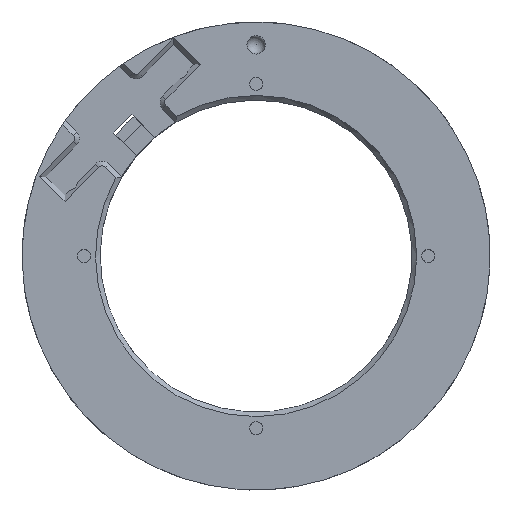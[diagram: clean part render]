
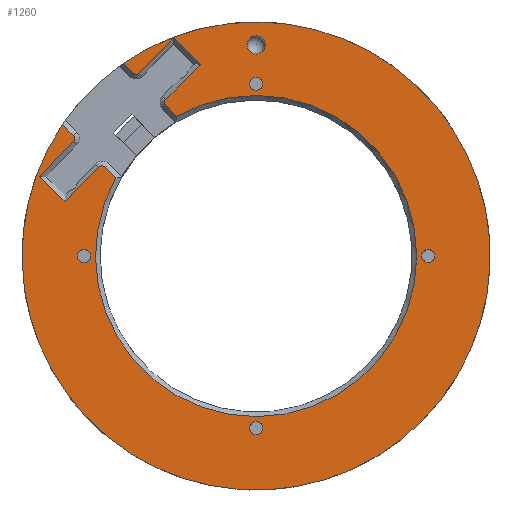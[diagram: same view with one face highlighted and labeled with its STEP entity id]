
A CAD part, top view. The second image highlights one B-rep face of the part: STEP entity #1260.
In plain terms, the highlighted planar face has unit normal (0, 0, 1).
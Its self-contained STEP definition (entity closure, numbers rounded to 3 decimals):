
#144=LINE('',#2120,#245);
#146=LINE('',#2124,#247);
#149=LINE('',#2137,#250);
#151=LINE('',#2148,#252);
#153=LINE('',#2154,#254);
#156=LINE('',#2160,#257);
#157=LINE('',#2162,#258);
#160=LINE('',#2170,#261);
#161=LINE('',#2178,#262);
#164=LINE('',#2186,#265);
#245=VECTOR('',#1746,1000.);
#247=VECTOR('',#1750,1000.);
#250=VECTOR('',#1759,1000.);
#252=VECTOR('',#1767,1000.);
#254=VECTOR('',#1775,1000.);
#257=VECTOR('',#1780,1000.);
#258=VECTOR('',#1783,1000.);
#261=VECTOR('',#1792,1000.);
#262=VECTOR('',#1803,1000.);
#265=VECTOR('',#1812,1000.);
#304=PLANE('',#1420);
#636=ORIENTED_EDGE('',*,*,#657,.T.);
#637=ORIENTED_EDGE('',*,*,#832,.T.);
#638=ORIENTED_EDGE('',*,*,#830,.T.);
#639=ORIENTED_EDGE('',*,*,#828,.T.);
#640=ORIENTED_EDGE('',*,*,#826,.F.);
#641=ORIENTED_EDGE('',*,*,#824,.T.);
#642=ORIENTED_EDGE('',*,*,#823,.T.);
#643=ORIENTED_EDGE('',*,*,#820,.T.);
#644=ORIENTED_EDGE('',*,*,#819,.T.);
#645=ORIENTED_EDGE('',*,*,#816,.T.);
#646=ORIENTED_EDGE('',*,*,#815,.T.);
#647=ORIENTED_EDGE('',*,*,#813,.T.);
#648=ORIENTED_EDGE('',*,*,#811,.T.);
#649=ORIENTED_EDGE('',*,*,#809,.T.);
#650=ORIENTED_EDGE('',*,*,#807,.T.);
#651=ORIENTED_EDGE('',*,*,#804,.T.);
#652=ORIENTED_EDGE('',*,*,#802,.T.);
#653=ORIENTED_EDGE('',*,*,#800,.T.);
#654=ORIENTED_EDGE('',*,*,#799,.T.);
#655=ORIENTED_EDGE('',*,*,#798,.T.);
#656=ORIENTED_EDGE('',*,*,#797,.T.);
#657=EDGE_CURVE('',#833,#833,#949,.T.);
#797=EDGE_CURVE('',#929,#929,#1006,.T.);
#798=EDGE_CURVE('',#930,#930,#1007,.T.);
#799=EDGE_CURVE('',#931,#931,#1008,.T.);
#800=EDGE_CURVE('',#932,#932,#1009,.T.);
#802=EDGE_CURVE('',#934,#933,#144,.T.);
#804=EDGE_CURVE('',#935,#934,#146,.T.);
#807=EDGE_CURVE('',#936,#935,#1010,.F.);
#809=EDGE_CURVE('',#937,#936,#149,.T.);
#811=EDGE_CURVE('',#938,#937,#1011,.T.);
#813=EDGE_CURVE('',#939,#938,#151,.T.);
#815=EDGE_CURVE('',#940,#939,#1012,.F.);
#816=EDGE_CURVE('',#941,#940,#153,.T.);
#819=EDGE_CURVE('',#942,#941,#156,.T.);
#820=EDGE_CURVE('',#943,#942,#157,.T.);
#823=EDGE_CURVE('',#944,#943,#1013,.F.);
#824=EDGE_CURVE('',#945,#944,#160,.T.);
#826=EDGE_CURVE('',#945,#946,#1014,.T.);
#828=EDGE_CURVE('',#947,#946,#161,.T.);
#830=EDGE_CURVE('',#948,#947,#1015,.F.);
#832=EDGE_CURVE('',#933,#948,#164,.T.);
#833=VERTEX_POINT('',#1820);
#929=VERTEX_POINT('',#2107);
#930=VERTEX_POINT('',#2110);
#931=VERTEX_POINT('',#2113);
#932=VERTEX_POINT('',#2116);
#933=VERTEX_POINT('',#2119);
#934=VERTEX_POINT('',#2121);
#935=VERTEX_POINT('',#2125);
#936=VERTEX_POINT('',#2129);
#937=VERTEX_POINT('',#2136);
#938=VERTEX_POINT('',#2143);
#939=VERTEX_POINT('',#2147);
#940=VERTEX_POINT('',#2151);
#941=VERTEX_POINT('',#2155);
#942=VERTEX_POINT('',#2159);
#943=VERTEX_POINT('',#2163);
#944=VERTEX_POINT('',#2167);
#945=VERTEX_POINT('',#2171);
#946=VERTEX_POINT('',#2175);
#947=VERTEX_POINT('',#2179);
#948=VERTEX_POINT('',#2183);
#949=CIRCLE('',#1277,1.);
#1006=CIRCLE('',#1389,0.7);
#1007=CIRCLE('',#1391,0.7);
#1008=CIRCLE('',#1393,0.7);
#1009=CIRCLE('',#1395,0.7);
#1010=CIRCLE('',#1399,0.5);
#1011=CIRCLE('',#1402,17.5);
#1012=CIRCLE('',#1405,0.5);
#1013=CIRCLE('',#1410,0.5);
#1014=CIRCLE('',#1414,25.5);
#1015=CIRCLE('',#1418,0.5);
#1096=EDGE_LOOP('',(#636));
#1097=EDGE_LOOP('',(#637,#638,#639,#640,#641,#642,#643,#644,#645,#646,#647,
#648,#649,#650,#651,#652));
#1098=EDGE_LOOP('',(#653));
#1099=EDGE_LOOP('',(#654));
#1100=EDGE_LOOP('',(#655));
#1101=EDGE_LOOP('',(#656));
#1182=FACE_BOUND('',#1096,.T.);
#1183=FACE_BOUND('',#1097,.T.);
#1184=FACE_BOUND('',#1098,.T.);
#1185=FACE_BOUND('',#1099,.T.);
#1186=FACE_BOUND('',#1100,.T.);
#1187=FACE_BOUND('',#1101,.T.);
#1260=ADVANCED_FACE('',(#1182,#1183,#1184,#1185,#1186,#1187),#304,.F.);
#1277=AXIS2_PLACEMENT_3D('',#1819,#1426,#1427);
#1389=AXIS2_PLACEMENT_3D('',#2106,#1729,#1730);
#1391=AXIS2_PLACEMENT_3D('',#2109,#1733,#1734);
#1393=AXIS2_PLACEMENT_3D('',#2112,#1737,#1738);
#1395=AXIS2_PLACEMENT_3D('',#2115,#1741,#1742);
#1399=AXIS2_PLACEMENT_3D('',#2130,#1755,#1756);
#1402=AXIS2_PLACEMENT_3D('',#2144,#1762,#1763);
#1405=AXIS2_PLACEMENT_3D('',#2152,#1771,#1772);
#1410=AXIS2_PLACEMENT_3D('',#2168,#1788,#1789);
#1414=AXIS2_PLACEMENT_3D('',#2174,#1797,#1798);
#1418=AXIS2_PLACEMENT_3D('',#2182,#1807,#1808);
#1420=AXIS2_PLACEMENT_3D('',#2187,#1813,#1814);
#1426=DIRECTION('',(0.,0.,-1.));
#1427=DIRECTION('',(-1.,0.,0.));
#1729=DIRECTION('',(0.,0.,-1.));
#1730=DIRECTION('',(-1.,0.,0.));
#1733=DIRECTION('',(0.,0.,-1.));
#1734=DIRECTION('',(0.,1.,0.));
#1737=DIRECTION('',(0.,0.,-1.));
#1738=DIRECTION('',(1.,0.,0.));
#1741=DIRECTION('',(0.,0.,-1.));
#1742=DIRECTION('',(0.,-1.,0.));
#1746=DIRECTION('',(-0.721,0.693,0.));
#1750=DIRECTION('',(-0.702,-0.712,0.));
#1755=DIRECTION('',(0.,0.,-1.));
#1756=DIRECTION('',(-1.,0.,0.));
#1759=DIRECTION('',(-0.71,0.704,0.));
#1762=DIRECTION('',(0.,0.,-1.));
#1763=DIRECTION('',(-1.,0.,0.));
#1767=DIRECTION('',(0.71,-0.704,0.));
#1771=DIRECTION('',(0.,0.,-1.));
#1772=DIRECTION('',(-1.,0.,0.));
#1775=DIRECTION('',(-0.702,-0.712,0.));
#1780=DIRECTION('',(0.721,-0.693,0.));
#1783=DIRECTION('',(0.693,0.721,0.));
#1788=DIRECTION('',(0.,0.,-1.));
#1789=DIRECTION('',(-1.,0.,0.));
#1792=DIRECTION('',(0.71,-0.704,0.));
#1797=DIRECTION('',(0.,0.,-1.));
#1798=DIRECTION('',(-1.,0.,0.));
#1803=DIRECTION('',(-0.71,0.704,0.));
#1807=DIRECTION('',(0.,0.,-1.));
#1808=DIRECTION('',(-1.,0.,0.));
#1812=DIRECTION('',(0.693,0.721,0.));
#1813=DIRECTION('',(0.,0.,-1.));
#1814=DIRECTION('',(-1.,0.,0.));
#1819=CARTESIAN_POINT('',(0.,23.,0.5));
#1820=CARTESIAN_POINT('',(-1.,23.,0.5));
#2106=CARTESIAN_POINT('',(18.75,0.001,0.5));
#2107=CARTESIAN_POINT('',(18.05,0.001,0.5));
#2109=CARTESIAN_POINT('',(0.001,-18.75,0.5));
#2110=CARTESIAN_POINT('',(0.001,-18.05,0.5));
#2112=CARTESIAN_POINT('',(-18.75,-0.001,0.5));
#2113=CARTESIAN_POINT('',(-18.05,-0.001,0.5));
#2115=CARTESIAN_POINT('',(-0.001,18.75,0.5));
#2116=CARTESIAN_POINT('',(-0.001,18.05,0.5));
#2119=CARTESIAN_POINT('',(-23.611,8.626,0.5));
#2120=CARTESIAN_POINT('',(-7.035,-7.315,0.5));
#2121=CARTESIAN_POINT('',(-20.819,5.941,0.5));
#2124=CARTESIAN_POINT('',(-20.472,6.292,0.5));
#2125=CARTESIAN_POINT('',(-17.135,9.674,0.5));
#2129=CARTESIAN_POINT('',(-16.427,9.677,0.5));
#2130=CARTESIAN_POINT('',(-16.779,9.323,0.5));
#2136=CARTESIAN_POINT('',(-15.277,8.536,0.5));
#2137=CARTESIAN_POINT('',(-3.31,-3.336,0.5));
#2143=CARTESIAN_POINT('',(-8.656,15.209,0.5));
#2144=CARTESIAN_POINT('',(0.,0.,0.5));
#2147=CARTESIAN_POINT('',(-9.825,16.369,0.5));
#2148=CARTESIAN_POINT('',(3.31,3.336,0.5));
#2151=CARTESIAN_POINT('',(-9.829,17.075,0.5));
#2152=CARTESIAN_POINT('',(-9.473,16.724,0.5));
#2154=CARTESIAN_POINT('',(-13.515,13.341,0.5));
#2155=CARTESIAN_POINT('',(-6.065,20.888,0.5));
#2159=CARTESIAN_POINT('',(-9.054,23.762,0.5));
#2160=CARTESIAN_POINT('',(-6.431,21.239,0.5));
#2162=CARTESIAN_POINT('',(-9.401,23.402,0.5));
#2163=CARTESIAN_POINT('',(-12.717,19.954,0.5));
#2167=CARTESIAN_POINT('',(-13.429,19.945,0.5));
#2168=CARTESIAN_POINT('',(-13.077,20.3,0.5));
#2170=CARTESIAN_POINT('',(3.31,3.336,0.5));
#2171=CARTESIAN_POINT('',(-14.481,20.989,0.5));
#2174=CARTESIAN_POINT('',(0.,0.,0.5));
#2175=CARTESIAN_POINT('',(-21.102,14.316,0.5));
#2178=CARTESIAN_POINT('',(-3.31,-3.336,0.5));
#2179=CARTESIAN_POINT('',(-19.935,13.158,0.5));
#2182=CARTESIAN_POINT('',(-20.287,12.803,0.5));
#2183=CARTESIAN_POINT('',(-19.927,12.457,0.5));
#2186=CARTESIAN_POINT('',(-16.576,15.941,0.5));
#2187=CARTESIAN_POINT('',(0.,0.,0.5));
